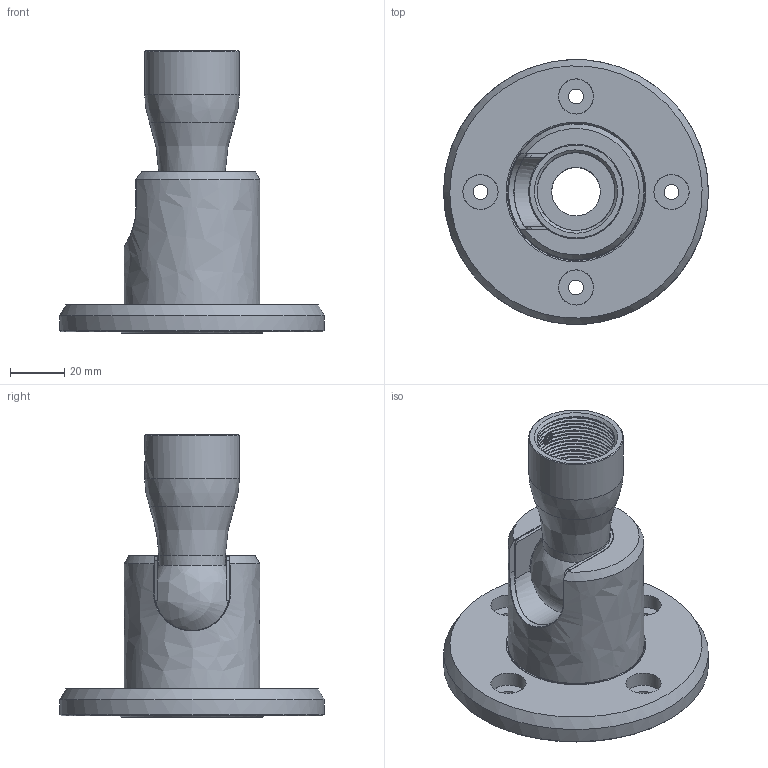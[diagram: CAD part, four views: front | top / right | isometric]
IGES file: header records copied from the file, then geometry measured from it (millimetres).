
Global section: file name: SBT-FMF; native system: Autodesk Inventor 2025; preprocessor: unknown; author: sa; organization: di-soric GmbH & Co. KG; date: 20251002.114847; units: millimetre
Bounding box: 98 x 97.87 x 104.5 mm (x, y, z)
Volume: 137910.6 mm3; surface area: 61537.7 mm2
Topology: 1 solids, 9 shells, 216 faces, 596 edges, 403 vertices
Faces by surface type: bspline 216
